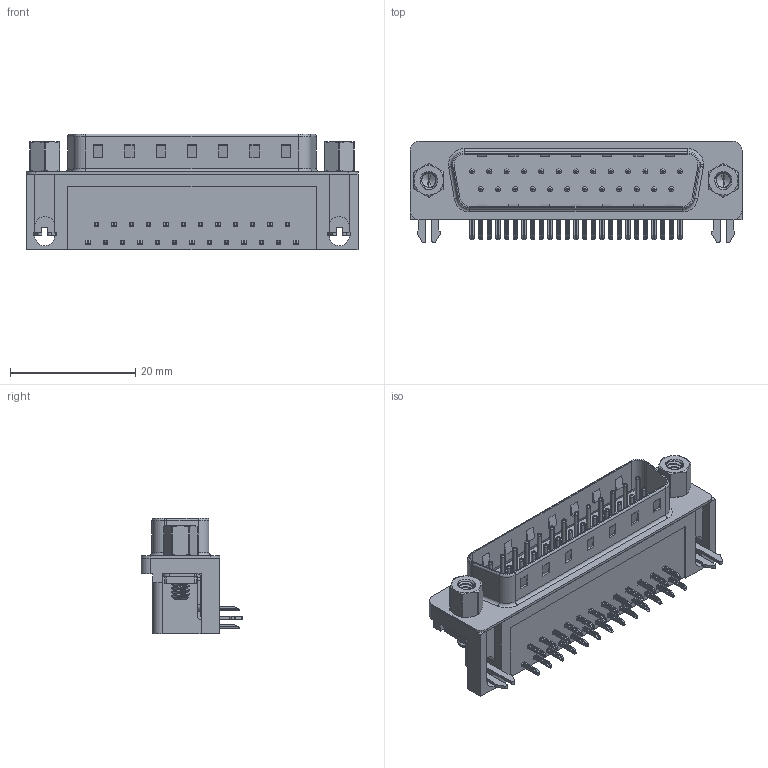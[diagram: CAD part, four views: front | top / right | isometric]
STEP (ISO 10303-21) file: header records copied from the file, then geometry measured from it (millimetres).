
FILE_DESCRIPTION (( 'STEP AP203' ), '1' );
FILE_NAME ('MHDR-25MNS-B1.STEP', '2025-11-26T16:40:27', ( '' ), ( '' ), 'SwSTEP 2.0', 'SolidWorks 2023', '' );
FILE_SCHEMA (( 'CONFIG_CONTROL_DESIGN' ));
Length unit declared in the file: millimetre
Products named in the file (8): MHDR-25MNS-B1; MHDR 4-40 Threaded Rivet; MHDR 2 Prong Board Lock; MHDR Shell_25 Socket; MHDR Contact Bottom; MHDR 4-40 Hex Standoff 5; MHDR Housing_25 Socket; MHDR Contact Top
Assembly tree (33 placements, depth 2):
  MHDR-25MNS-B1
    MHDR Housing_25 Socket
    MHDR Shell_25 Socket
    MHDR Contact Bottom  x12
    MHDR Contact Top  x13
    MHDR 2 Prong Board Lock  x2
    MHDR 4-40 Threaded Rivet  x2
    MHDR 4-40 Hex Standoff 5  x2
Bounding box: 53.04 x 16.25 x 18.5 mm (x, y, z)
Volume: 6607.3 mm3; surface area: 8240.1 mm2
Topology: 33 solids, 33 shells, 2439 faces, 6105 edges, 3789 vertices
Faces by surface type: plane 1459, cylinder 751, torus 181, cone 30, bspline 18
Entity records: 28715 total; most frequent: CARTESIAN_POINT 9081, ORIENTED_EDGE 3756, DIRECTION 3744, EDGE_CURVE 1878, LINE 1258, VECTOR 1258, AXIS2_PLACEMENT_3D 1243, VERTEX_POINT 1209
